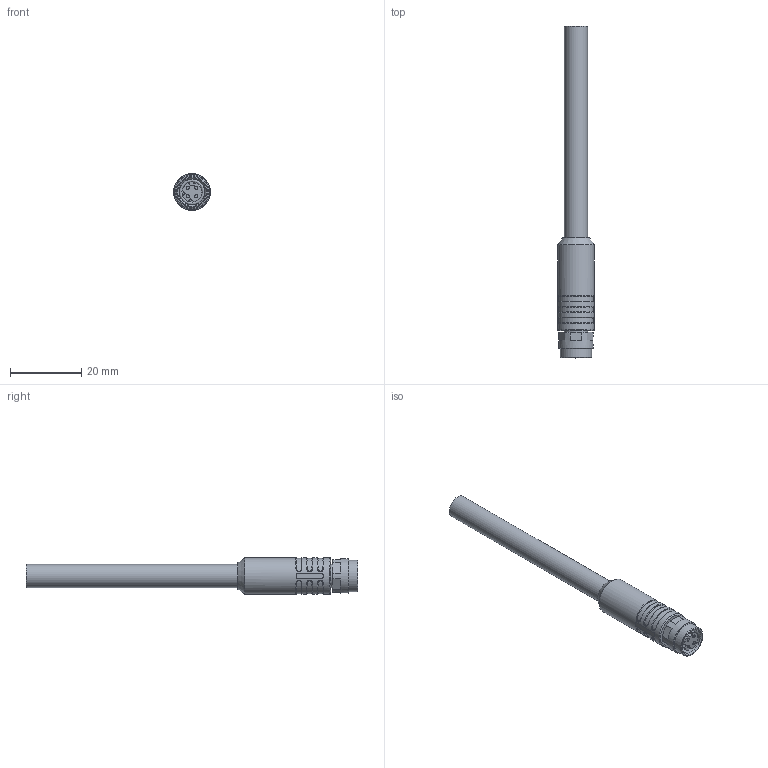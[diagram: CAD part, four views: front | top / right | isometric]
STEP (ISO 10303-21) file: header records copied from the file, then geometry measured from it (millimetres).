
FILE_DESCRIPTION(/* description */ (''),/* implementation_level */ '2;1');
FILE_NAME(/* name */ 'IE-SKPSD4-m_S2171.stp',/* time_stamp */ '2019-01-14T16:12:50+01:00',/* author */ (''),/* organization */ (''),/* preprocessor_version */ 'ST-DEVELOPER v16',/* originating_system */ 'SIEMENS PLM Software NX 10.0',/* authorisation */ '');
FILE_SCHEMA (('AUTOMOTIVE_DESIGN { 1 0 10303 214 3 1 1 1 }'));
Length unit declared in the file: millimetre
Products named in the file (1): IE-SKPSD4-m_S2171_stp
Bounding box: 10.3 x 93.05 x 10.3 mm (x, y, z)
Volume: 4463.5 mm3; surface area: 2712 mm2
Topology: 1 solids, 1 shells, 171 faces, 384 edges, 230 vertices
Faces by surface type: cylinder 55, plane 47, torus 29, bspline 24, cone 10, sphere 6
Full cylindrical faces by diameter (mm): 0.9 x4, 6.5 x2, 7.2 x1, 8.8 x1, 9.6 x1, 10.3 x1
Entity records: 5436 total; most frequent: CARTESIAN_POINT 1840, DIRECTION 772, ORIENTED_EDGE 708, EDGE_CURVE 354, AXIS2_PLACEMENT_3D 339, VERTEX_POINT 219, EDGE_LOOP 205, CIRCLE 187
